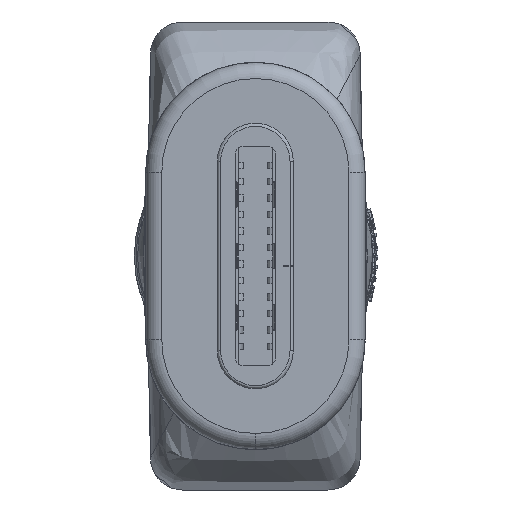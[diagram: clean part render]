
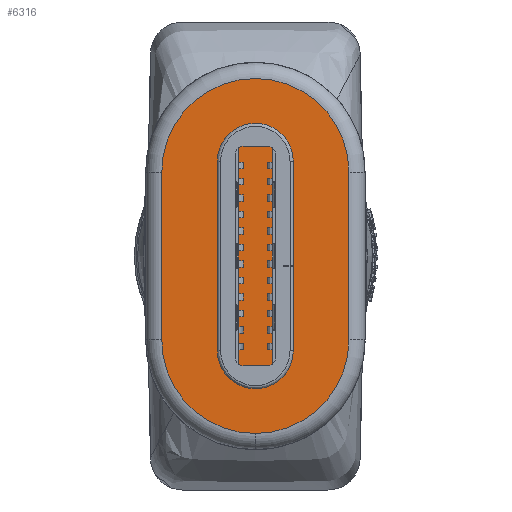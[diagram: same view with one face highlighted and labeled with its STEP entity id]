
A CAD part, left-side view. The second image highlights one B-rep face of the part: STEP entity #6316.
In plain terms, the highlighted planar face has unit normal (-1, 0, 0).
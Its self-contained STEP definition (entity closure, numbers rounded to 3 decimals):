
#1256 = DIRECTION ( 'NONE',  ( 0., 0., -1. ) ) ;
#2894 = CARTESIAN_POINT ( 'NONE',  ( 0., 0., 2.6 ) ) ;
#3235 = PLANE ( 'NONE',  #43516 ) ;
#4023 = CIRCLE ( 'NONE', #44777, 2.9 ) ;
#5569 = VERTEX_POINT ( 'NONE', #39354 ) ;
#6316 = ADVANCED_FACE ( 'NONE', ( #50140 ), #3235, .F. ) ;
#7316 = DIRECTION ( 'NONE',  ( 0., 0., -1. ) ) ;
#7349 = CARTESIAN_POINT ( 'NONE',  ( 0., -2.9, 2.6 ) ) ;
#10055 = CARTESIAN_POINT ( 'NONE',  ( 0., 0., -2.6 ) ) ;
#12662 = ORIENTED_EDGE ( 'NONE', *, *, #67489, .T. ) ;
#13814 = VERTEX_POINT ( 'NONE', #56579 ) ;
#14349 = VERTEX_POINT ( 'NONE', #48245 ) ;
#15066 = VECTOR ( 'NONE', #20404, 1000. ) ;
#18024 = CARTESIAN_POINT ( 'NONE',  ( 0., 2.9, 2.6 ) ) ;
#18738 = DIRECTION ( 'NONE',  ( 0., 0., -1. ) ) ;
#20404 = DIRECTION ( 'NONE',  ( 0., 0., 1. ) ) ;
#22503 = CARTESIAN_POINT ( 'NONE',  ( 0., 0., -2.6 ) ) ;
#24106 = AXIS2_PLACEMENT_3D ( 'NONE', #22503, #55544, #7316 ) ;
#25973 = VERTEX_POINT ( 'NONE', #38818 ) ;
#27716 = DIRECTION ( 'NONE',  ( -1., 0., 0. ) ) ;
#28730 = CARTESIAN_POINT ( 'NONE',  ( 0., 0., 2.6 ) ) ;
#29738 = ORIENTED_EDGE ( 'NONE', *, *, #44348, .T. ) ;
#30459 = DIRECTION ( 'NONE',  ( 0., 0., -1. ) ) ;
#31424 = EDGE_CURVE ( 'NONE', #14349, #13814, #54583, .T. ) ;
#31587 = EDGE_CURVE ( 'NONE', #50321, #5569, #33922, .T. ) ;
#32787 = AXIS2_PLACEMENT_3D ( 'NONE', #10055, #66963, #30459 ) ;
#32892 = VECTOR ( 'NONE', #1256, 1000. ) ;
#33212 = ORIENTED_EDGE ( 'NONE', *, *, #31587, .T. ) ;
#33922 = CIRCLE ( 'NONE', #32787, 2.9 ) ;
#38818 = CARTESIAN_POINT ( 'NONE',  ( 0., 2.9, 2.6 ) ) ;
#39354 = CARTESIAN_POINT ( 'NONE',  ( 0., 0., -5.5 ) ) ;
#41584 = ORIENTED_EDGE ( 'NONE', *, *, #56807, .T. ) ;
#41640 = CARTESIAN_POINT ( 'NONE',  ( 0., 2.9, -2.6 ) ) ;
#41673 = CIRCLE ( 'NONE', #24106, 2.9 ) ;
#42290 = LINE ( 'NONE', #18024, #32892 ) ;
#43086 = EDGE_LOOP ( 'NONE', ( #33212, #41584, #61207, #12662, #29738 ) ) ;
#43516 = AXIS2_PLACEMENT_3D ( 'NONE', #2894, #43940, #18738 ) ;
#43940 = DIRECTION ( 'NONE',  ( 1., 0., 0. ) ) ;
#44348 = EDGE_CURVE ( 'NONE', #25973, #50321, #42290, .T. ) ;
#44777 = AXIS2_PLACEMENT_3D ( 'NONE', #28730, #27716, #48732 ) ;
#48245 = CARTESIAN_POINT ( 'NONE',  ( 0., -2.9, -2.6 ) ) ;
#48732 = DIRECTION ( 'NONE',  ( 0., 0., -1. ) ) ;
#50140 = FACE_OUTER_BOUND ( 'NONE', #43086, .T. ) ;
#50321 = VERTEX_POINT ( 'NONE', #41640 ) ;
#54583 = LINE ( 'NONE', #7349, #15066 ) ;
#55544 = DIRECTION ( 'NONE',  ( -1., 0., 0. ) ) ;
#56579 = CARTESIAN_POINT ( 'NONE',  ( 0., -2.9, 2.6 ) ) ;
#56807 = EDGE_CURVE ( 'NONE', #5569, #14349, #41673, .T. ) ;
#61207 = ORIENTED_EDGE ( 'NONE', *, *, #31424, .T. ) ;
#66963 = DIRECTION ( 'NONE',  ( -1., 0., 0. ) ) ;
#67489 = EDGE_CURVE ( 'NONE', #13814, #25973, #4023, .T. ) ;
